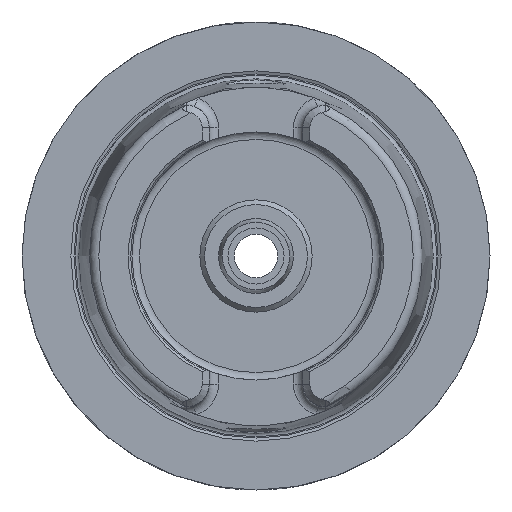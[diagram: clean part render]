
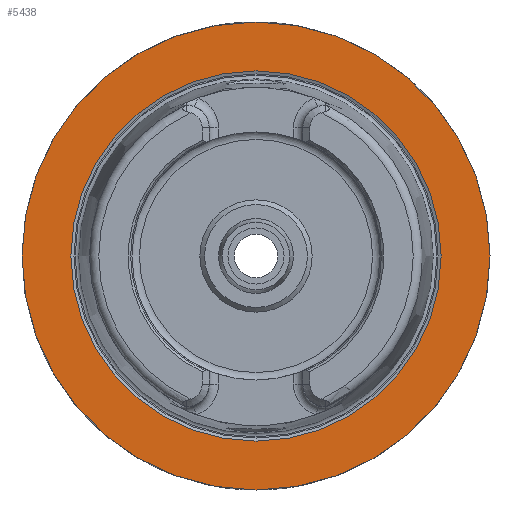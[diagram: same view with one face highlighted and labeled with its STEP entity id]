
A CAD part, left-side view. The second image highlights one B-rep face of the part: STEP entity #5438.
In plain terms, the highlighted planar face has unit normal (-1, 0, 0).
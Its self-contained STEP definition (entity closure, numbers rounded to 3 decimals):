
#4554=CARTESIAN_POINT('',(0.,50.0,0.0));
#4555=VERTEX_POINT('',#4554);
#4556=CARTESIAN_POINT('',(0.,0.,0.0));
#4557=DIRECTION('',(1.0,0.0,0.0));
#4558=DIRECTION('',(0.0,1.0,0.0));
#4559=AXIS2_PLACEMENT_3D('',#4556,#4557,#4558);
#4560=CIRCLE('',#4559,50.0);
#4561=EDGE_CURVE('',#4555,#4555,#4560,.T.);
#5412=CARTESIAN_POINT('',(0.,39.55,0.0));
#5413=VERTEX_POINT('',#5412);
#5414=CARTESIAN_POINT('',(0.,0.,0.0));
#5415=DIRECTION('',(1.0,0.0,0.0));
#5416=DIRECTION('',(0.0,1.0,0.0));
#5417=AXIS2_PLACEMENT_3D('',#5414,#5415,#5416);
#5418=CIRCLE('',#5417,39.55);
#5419=EDGE_CURVE('',#5413,#5413,#5418,.T.);
#5427=CARTESIAN_POINT('',(0.,44.775,0.0));
#5428=DIRECTION('',(-1.0,0.0,0.0));
#5429=DIRECTION('',(0.0,0.0,1.0));
#5430=AXIS2_PLACEMENT_3D('',#5427,#5428,#5429);
#5431=PLANE('',#5430);
#5432=ORIENTED_EDGE('',*,*,#4561,.F.);
#5433=EDGE_LOOP('',(#5432));
#5434=FACE_OUTER_BOUND('',#5433,.T.);
#5435=ORIENTED_EDGE('',*,*,#5419,.T.);
#5436=EDGE_LOOP('',(#5435));
#5437=FACE_BOUND('',#5436,.T.);
#5438=ADVANCED_FACE('',(#5434,#5437),#5431,.T.);
